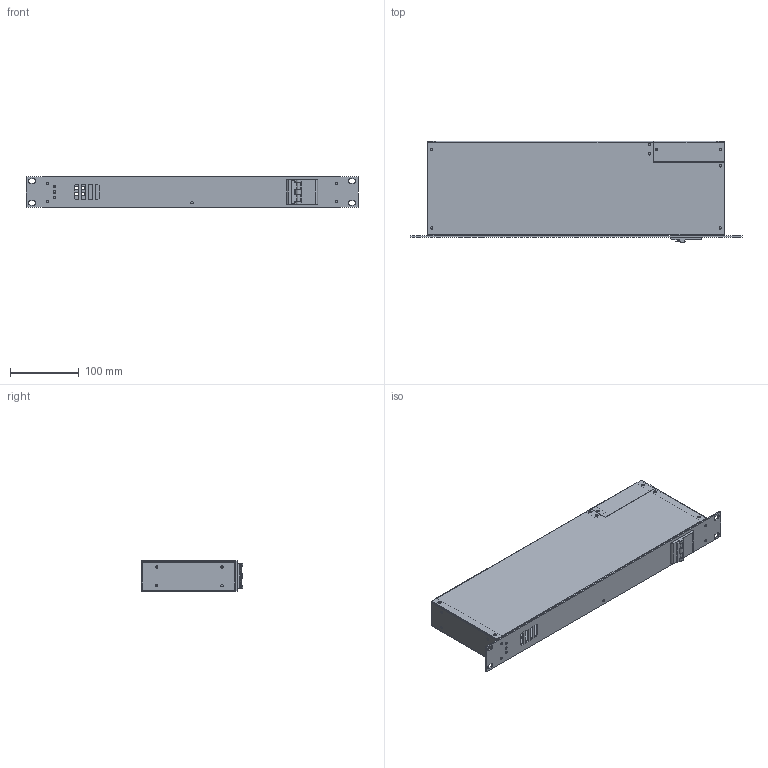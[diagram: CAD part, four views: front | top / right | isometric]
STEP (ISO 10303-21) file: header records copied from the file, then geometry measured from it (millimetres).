
FILE_DESCRIPTION(/* description */ (''),/* implementation_level */ '2;1');
FILE_NAME(/* name */ 'ИПС-300-D-1U (3D) v1.0.stp',/* time_stamp */ '2020-08-28T09:39:47+07:00',/* author */ ('SPA'),/* organization */ (''),/* preprocessor_version */ 'ST-DEVELOPER v17',/* originating_system */ 'Autodesk Inventor 2019',/* authorisation */ '');
FILE_SCHEMA (('AUTOMOTIVE_DESIGN { 1 0 10303 214 3 1 1 }'));
Length unit declared in the file: millimetre
Products named in the file (7): ИПС-300-D-1U (3D) v1.0; ИПС-300-D-1U (3D) v1.01; ИПС-300-D-1U (3D) v1.02; ИПС-300-D-1U (3D) v1.03; ИПС-300-D-1U (3D) v1.04; ИПС-300-D-1U (3D) v1.05; ИПС-300-D-1U (3D) v1.06
Assembly tree (6 placements, depth 2):
  ИПС-300-D-1U (3D) v1.0
    ИПС-300-D-1U (3D) v1.01
    ИПС-300-D-1U (3D) v1.02
    ИПС-300-D-1U (3D) v1.03
    ИПС-300-D-1U (3D) v1.04
    ИПС-300-D-1U (3D) v1.05
    ИПС-300-D-1U (3D) v1.06
Bounding box: 482.6 x 147.25 x 44 mm (x, y, z)
Volume: 345067 mm3; surface area: 376886.2 mm2
Topology: 6 solids, 6 shells, 355 faces, 1033 edges, 696 vertices
Faces by surface type: plane 254, cylinder 101
Full cylindrical faces by diameter (mm): 3.5 x30, 5 x13, 6 x4
Entity records: 12357 total; most frequent: CARTESIAN_POINT 2097, DIRECTION 2077, ORIENTED_EDGE 2066, EDGE_CURVE 1033, LINE 725, VECTOR 725, VERTEX_POINT 696, AXIS2_PLACEMENT_3D 676
